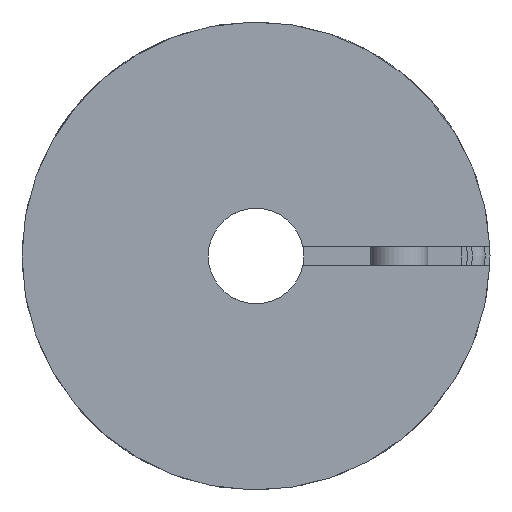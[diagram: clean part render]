
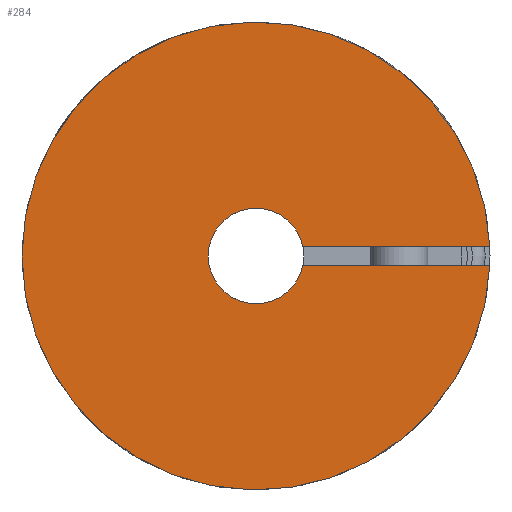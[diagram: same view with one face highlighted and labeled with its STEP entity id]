
A CAD part, left-side view. The second image highlights one B-rep face of the part: STEP entity #284.
In plain terms, the highlighted planar face has unit normal (-1, 0, 0).
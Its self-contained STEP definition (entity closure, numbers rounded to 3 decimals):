
#284 = ADVANCED_FACE( '', ( #680 ), #681, .F. );
#680 = FACE_OUTER_BOUND( '', #1193, .T. );
#681 = PLANE( '', #1194 );
#1193 = EDGE_LOOP( '', ( #1899, #1900, #1901, #1902 ) );
#1194 = AXIS2_PLACEMENT_3D( '', #1903, #1904, #1905 );
#1899 = ORIENTED_EDGE( '', *, *, #2620, .T. );
#1900 = ORIENTED_EDGE( '', *, *, #2444, .F. );
#1901 = ORIENTED_EDGE( '', *, *, #2621, .T. );
#1902 = ORIENTED_EDGE( '', *, *, #2590, .T. );
#1903 = CARTESIAN_POINT( '', ( -22., 0., 0. ) );
#1904 = DIRECTION( '', ( 1., 0., 0. ) );
#1905 = DIRECTION( '', ( 0., 0., 1. ) );
#2444 = EDGE_CURVE( '', #2803, #2804, #2805, .T. );
#2590 = EDGE_CURVE( '', #3034, #3032, #3035, .T. );
#2620 = EDGE_CURVE( '', #3032, #2804, #3078, .T. );
#2621 = EDGE_CURVE( '', #2803, #3034, #3079, .T. );
#2803 = VERTEX_POINT( '', #3310 );
#2804 = VERTEX_POINT( '', #3311 );
#2805 = CIRCLE( '', #3312, 2.5 );
#3032 = VERTEX_POINT( '', #3927 );
#3034 = VERTEX_POINT( '', #3930 );
#3035 = CIRCLE( '', #3931, 12.25 );
#3078 = LINE( '', #4177, #4178 );
#3079 = LINE( '', #4179, #4180 );
#3310 = CARTESIAN_POINT( '', ( -22., -2.449, 0.5 ) );
#3311 = CARTESIAN_POINT( '', ( -22., -2.449, -0.5 ) );
#3312 = AXIS2_PLACEMENT_3D( '', #4592, #4593, #4594 );
#3927 = CARTESIAN_POINT( '', ( -22., -12.24, -0.5 ) );
#3930 = CARTESIAN_POINT( '', ( -22., -12.24, 0.5 ) );
#3931 = AXIS2_PLACEMENT_3D( '', #4822, #4823, #4824 );
#4177 = CARTESIAN_POINT( '', ( -22., -3.969, -0.5 ) );
#4178 = VECTOR( '', #4857, 1000. );
#4179 = CARTESIAN_POINT( '', ( -22., -3.969, 0.5 ) );
#4180 = VECTOR( '', #4858, 1000. );
#4592 = CARTESIAN_POINT( '', ( -22., 0., 0. ) );
#4593 = DIRECTION( '', ( -1., 0., 0. ) );
#4594 = DIRECTION( '', ( 0., -1., 0. ) );
#4822 = CARTESIAN_POINT( '', ( -22., 0., 0. ) );
#4823 = DIRECTION( '', ( -1., 0., 0. ) );
#4824 = DIRECTION( '', ( 0., -1., 0. ) );
#4857 = DIRECTION( '', ( 0., 1., 0. ) );
#4858 = DIRECTION( '', ( 0., -1., 0. ) );
